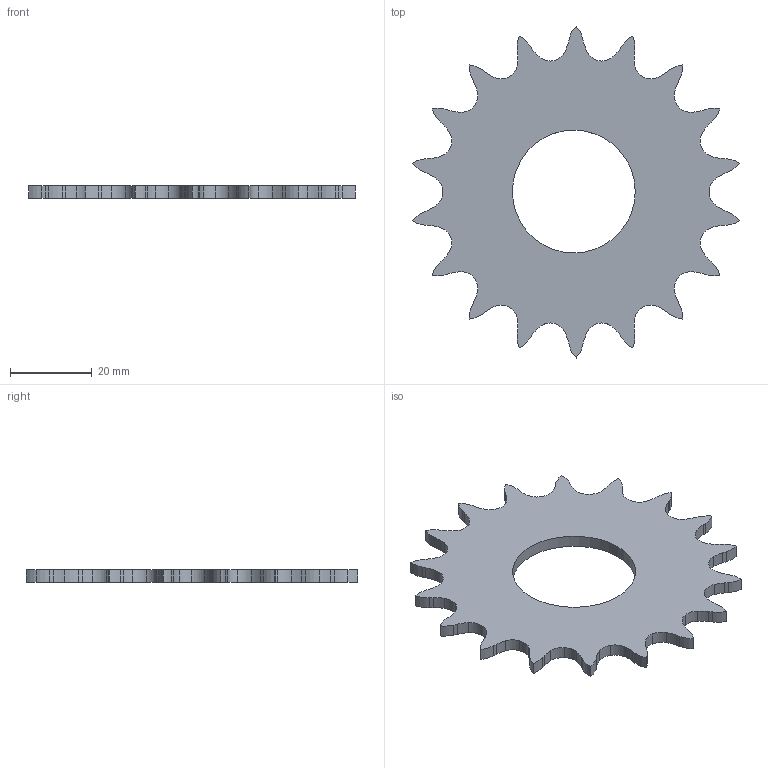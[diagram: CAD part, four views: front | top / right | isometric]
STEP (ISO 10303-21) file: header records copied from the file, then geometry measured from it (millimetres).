
FILE_DESCRIPTION (( 'STEP AP203' ), '1' );
FILE_NAME ('freewheelHandle.STEP', '2024-07-11T10:51:52', ( '' ), ( '' ), 'SwSTEP 2.0', 'SolidWorks 2023', '' );
FILE_SCHEMA (( 'CONFIG_CONTROL_DESIGN' ));
Length unit declared in the file: millimetre
Products named in the file (1): freewheelHandle
Bounding box: 79.84 x 81.07 x 3 mm (x, y, z)
Volume: 9595.5 mm3; surface area: 7838.8 mm2
Topology: 1 solids, 1 shells, 148 faces, 438 edges, 292 vertices
Faces by surface type: cylinder 110, plane 38
Entity records: 5143 total; most frequent: DIRECTION 956, CARTESIAN_POINT 879, ORIENTED_EDGE 876, EDGE_CURVE 438, AXIS2_PLACEMENT_3D 369, VERTEX_POINT 292, CIRCLE 220, LINE 218
